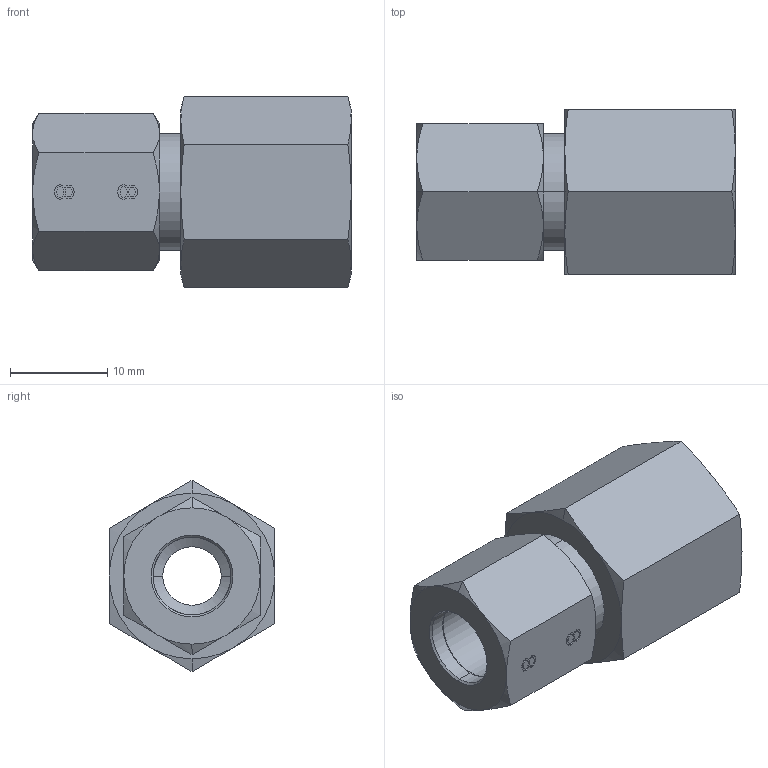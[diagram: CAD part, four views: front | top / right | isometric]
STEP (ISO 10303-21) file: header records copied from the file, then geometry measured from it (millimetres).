
FILE_DESCRIPTION(('STEP AP214'),'1');
FILE_NAME('1814_08_13_-_PIQUAGE_DROIT_FEMELLE_BSP_CYLINDRIQUE.stp','2016-07-07T14:24:59',('TraceParts'),('TraceParts S.A.'),'Spatial InterOp 3D',' ',' ');
FILE_SCHEMA(('automotive_design'));
Length unit declared in the file: millimetre
Products named in the file (3): Solide1; Solide2; Solide3
Bounding box: 32.7 x 17 x 19.63 mm (x, y, z)
Volume: 4614.9 mm3; surface area: 4143.4 mm2
Topology: 3 solids, 3 shells, 299 faces, 782 edges, 502 vertices
Faces by surface type: plane 191, cone 52, cylinder 50, torus 6
Entity records: 11502 total; most frequent: CARTESIAN_POINT 1682, ORIENTED_EDGE 1564, DIRECTION 1502, EDGE_CURVE 782, LINE 570, VECTOR 570, VERTEX_POINT 502, AXIS2_PLACEMENT_3D 466
